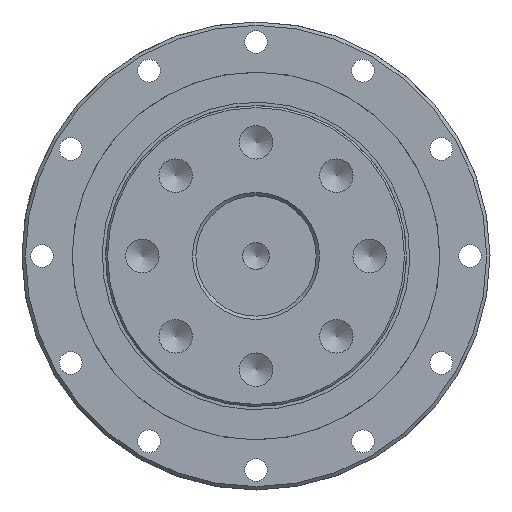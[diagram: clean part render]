
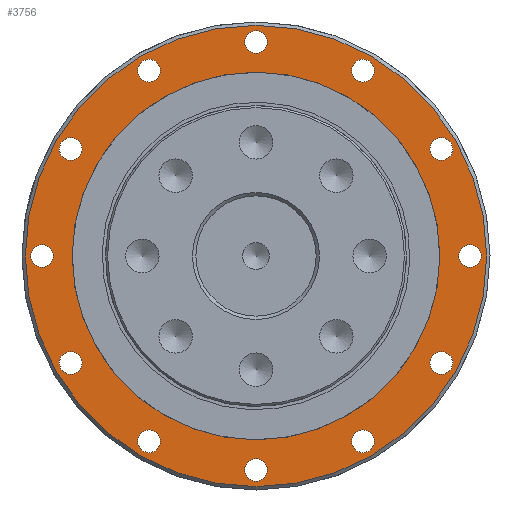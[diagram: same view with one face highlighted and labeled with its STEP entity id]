
A CAD part, left-side view. The second image highlights one B-rep face of the part: STEP entity #3756.
In plain terms, the highlighted planar face has unit normal (-1, 0, 0).
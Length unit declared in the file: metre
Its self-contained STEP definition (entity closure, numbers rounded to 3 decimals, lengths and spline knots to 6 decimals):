
#566=CIRCLE('',#4463,0.0345);
#567=CIRCLE('',#4464,0.0275);
#568=CIRCLE('',#4465,0.0017);
#569=CIRCLE('',#4466,0.0017);
#570=CIRCLE('',#4467,0.0017);
#571=CIRCLE('',#4468,0.0017);
#572=CIRCLE('',#4469,0.0017);
#573=CIRCLE('',#4470,0.0017);
#574=CIRCLE('',#4471,0.0017);
#575=CIRCLE('',#4472,0.0017);
#576=CIRCLE('',#4473,0.0017);
#577=CIRCLE('',#4474,0.0017);
#578=CIRCLE('',#4475,0.0017);
#579=CIRCLE('',#4476,0.0017);
#1232=ORIENTED_EDGE('',*,*,#1717,.T.);
#1233=ORIENTED_EDGE('',*,*,#1718,.F.);
#1234=ORIENTED_EDGE('',*,*,#1719,.T.);
#1235=ORIENTED_EDGE('',*,*,#1720,.T.);
#1236=ORIENTED_EDGE('',*,*,#1721,.T.);
#1237=ORIENTED_EDGE('',*,*,#1722,.T.);
#1238=ORIENTED_EDGE('',*,*,#1723,.T.);
#1239=ORIENTED_EDGE('',*,*,#1724,.T.);
#1240=ORIENTED_EDGE('',*,*,#1725,.T.);
#1241=ORIENTED_EDGE('',*,*,#1726,.T.);
#1242=ORIENTED_EDGE('',*,*,#1727,.T.);
#1243=ORIENTED_EDGE('',*,*,#1728,.T.);
#1244=ORIENTED_EDGE('',*,*,#1729,.T.);
#1245=ORIENTED_EDGE('',*,*,#1730,.T.);
#1717=EDGE_CURVE('',#2089,#2089,#566,.T.);
#1718=EDGE_CURVE('',#2090,#2090,#567,.T.);
#1719=EDGE_CURVE('',#2091,#2091,#568,.T.);
#1720=EDGE_CURVE('',#2092,#2092,#569,.T.);
#1721=EDGE_CURVE('',#2093,#2093,#570,.T.);
#1722=EDGE_CURVE('',#2094,#2094,#571,.T.);
#1723=EDGE_CURVE('',#2095,#2095,#572,.T.);
#1724=EDGE_CURVE('',#2096,#2096,#573,.T.);
#1725=EDGE_CURVE('',#2097,#2097,#574,.T.);
#1726=EDGE_CURVE('',#2098,#2098,#575,.T.);
#1727=EDGE_CURVE('',#2099,#2099,#576,.T.);
#1728=EDGE_CURVE('',#2100,#2100,#577,.T.);
#1729=EDGE_CURVE('',#2101,#2101,#578,.T.);
#1730=EDGE_CURVE('',#2102,#2102,#579,.T.);
#2089=VERTEX_POINT('',#7951);
#2090=VERTEX_POINT('',#7953);
#2091=VERTEX_POINT('',#7955);
#2092=VERTEX_POINT('',#7957);
#2093=VERTEX_POINT('',#7959);
#2094=VERTEX_POINT('',#7961);
#2095=VERTEX_POINT('',#7963);
#2096=VERTEX_POINT('',#7965);
#2097=VERTEX_POINT('',#7967);
#2098=VERTEX_POINT('',#7969);
#2099=VERTEX_POINT('',#7971);
#2100=VERTEX_POINT('',#7973);
#2101=VERTEX_POINT('',#7975);
#2102=VERTEX_POINT('',#7977);
#2774=EDGE_LOOP('',(#1232));
#2775=EDGE_LOOP('',(#1233));
#2776=EDGE_LOOP('',(#1234));
#2777=EDGE_LOOP('',(#1235));
#2778=EDGE_LOOP('',(#1236));
#2779=EDGE_LOOP('',(#1237));
#2780=EDGE_LOOP('',(#1238));
#2781=EDGE_LOOP('',(#1239));
#2782=EDGE_LOOP('',(#1240));
#2783=EDGE_LOOP('',(#1241));
#2784=EDGE_LOOP('',(#1242));
#2785=EDGE_LOOP('',(#1243));
#2786=EDGE_LOOP('',(#1244));
#2787=EDGE_LOOP('',(#1245));
#3353=FACE_BOUND('',#2774,.T.);
#3354=FACE_BOUND('',#2775,.T.);
#3355=FACE_BOUND('',#2776,.T.);
#3356=FACE_BOUND('',#2777,.T.);
#3357=FACE_BOUND('',#2778,.T.);
#3358=FACE_BOUND('',#2779,.T.);
#3359=FACE_BOUND('',#2780,.T.);
#3360=FACE_BOUND('',#2781,.T.);
#3361=FACE_BOUND('',#2782,.T.);
#3362=FACE_BOUND('',#2783,.T.);
#3363=FACE_BOUND('',#2784,.T.);
#3364=FACE_BOUND('',#2785,.T.);
#3365=FACE_BOUND('',#2786,.T.);
#3366=FACE_BOUND('',#2787,.T.);
#3531=PLANE('',#4462);
#3756=ADVANCED_FACE('',(#3353,#3354,#3355,#3356,#3357,#3358,#3359,#3360,
#3361,#3362,#3363,#3364,#3365,#3366),#3531,.F.);
#4462=AXIS2_PLACEMENT_3D('',#7949,#5564,#5565);
#4463=AXIS2_PLACEMENT_3D('',#7950,#5566,#5567);
#4464=AXIS2_PLACEMENT_3D('',#7952,#5568,#5569);
#4465=AXIS2_PLACEMENT_3D('',#7954,#5570,#5571);
#4466=AXIS2_PLACEMENT_3D('',#7956,#5572,#5573);
#4467=AXIS2_PLACEMENT_3D('',#7958,#5574,#5575);
#4468=AXIS2_PLACEMENT_3D('',#7960,#5576,#5577);
#4469=AXIS2_PLACEMENT_3D('',#7962,#5578,#5579);
#4470=AXIS2_PLACEMENT_3D('',#7964,#5580,#5581);
#4471=AXIS2_PLACEMENT_3D('',#7966,#5582,#5583);
#4472=AXIS2_PLACEMENT_3D('',#7968,#5584,#5585);
#4473=AXIS2_PLACEMENT_3D('',#7970,#5586,#5587);
#4474=AXIS2_PLACEMENT_3D('',#7972,#5588,#5589);
#4475=AXIS2_PLACEMENT_3D('',#7974,#5590,#5591);
#4476=AXIS2_PLACEMENT_3D('',#7976,#5592,#5593);
#5564=DIRECTION('',(1.,0.,0.));
#5565=DIRECTION('',(0.,1.,0.));
#5566=DIRECTION('',(-1.,0.,0.));
#5567=DIRECTION('',(0.,-1.,0.));
#5568=DIRECTION('',(-1.,0.,0.));
#5569=DIRECTION('',(0.,1.,0.));
#5570=DIRECTION('',(1.,0.,0.));
#5571=DIRECTION('',(0.,0.,-1.));
#5572=DIRECTION('',(1.,0.,0.));
#5573=DIRECTION('',(0.,0.,-1.));
#5574=DIRECTION('',(1.,0.,0.));
#5575=DIRECTION('',(0.,0.,-1.));
#5576=DIRECTION('',(1.,0.,0.));
#5577=DIRECTION('',(0.,0.,-1.));
#5578=DIRECTION('',(1.,0.,0.));
#5579=DIRECTION('',(0.,0.,-1.));
#5580=DIRECTION('',(1.,0.,0.));
#5581=DIRECTION('',(0.,0.,-1.));
#5582=DIRECTION('',(1.,0.,0.));
#5583=DIRECTION('',(0.,0.,-1.));
#5584=DIRECTION('',(1.,0.,0.));
#5585=DIRECTION('',(0.,0.,-1.));
#5586=DIRECTION('',(1.,0.,0.));
#5587=DIRECTION('',(0.,0.,-1.));
#5588=DIRECTION('',(1.,0.,0.));
#5589=DIRECTION('',(0.,0.,-1.));
#5590=DIRECTION('',(1.,0.,0.));
#5591=DIRECTION('',(0.,0.,-1.));
#5592=DIRECTION('',(1.,0.,0.));
#5593=DIRECTION('',(0.,0.,-1.));
#7949=CARTESIAN_POINT('',(-0.0105,0.0345,0.));
#7950=CARTESIAN_POINT('',(-0.0105,0.,0.));
#7951=CARTESIAN_POINT('',(-0.0105,-0.0345,0.));
#7952=CARTESIAN_POINT('',(-0.0105,0.,0.));
#7953=CARTESIAN_POINT('',(-0.0105,0.0275,0.));
#7954=CARTESIAN_POINT('',(-0.0105,0.032,0.));
#7955=CARTESIAN_POINT('',(-0.0105,0.032,-0.0017));
#7956=CARTESIAN_POINT('',(-0.0105,0.027713,-0.016));
#7957=CARTESIAN_POINT('',(-0.0105,0.027713,-0.0177));
#7958=CARTESIAN_POINT('',(-0.0105,0.016,-0.027713));
#7959=CARTESIAN_POINT('',(-0.0105,0.016,-0.029413));
#7960=CARTESIAN_POINT('',(-0.0105,0.,-0.032));
#7961=CARTESIAN_POINT('',(-0.0105,0.,-0.0337));
#7962=CARTESIAN_POINT('',(-0.0105,-0.016,-0.027713));
#7963=CARTESIAN_POINT('',(-0.0105,-0.016,-0.029413));
#7964=CARTESIAN_POINT('',(-0.0105,-0.027713,-0.016));
#7965=CARTESIAN_POINT('',(-0.0105,-0.027713,-0.0177));
#7966=CARTESIAN_POINT('',(-0.0105,-0.032,0.));
#7967=CARTESIAN_POINT('',(-0.0105,-0.032,-0.0017));
#7968=CARTESIAN_POINT('',(-0.0105,-0.027713,0.016));
#7969=CARTESIAN_POINT('',(-0.0105,-0.027713,0.0143));
#7970=CARTESIAN_POINT('',(-0.0105,-0.016,0.027713));
#7971=CARTESIAN_POINT('',(-0.0105,-0.016,0.026013));
#7972=CARTESIAN_POINT('',(-0.0105,0.,0.032));
#7973=CARTESIAN_POINT('',(-0.0105,0.,0.0303));
#7974=CARTESIAN_POINT('',(-0.0105,0.016,0.027713));
#7975=CARTESIAN_POINT('',(-0.0105,0.016,0.026013));
#7976=CARTESIAN_POINT('',(-0.0105,0.027713,0.016));
#7977=CARTESIAN_POINT('',(-0.0105,0.027713,0.0143));
